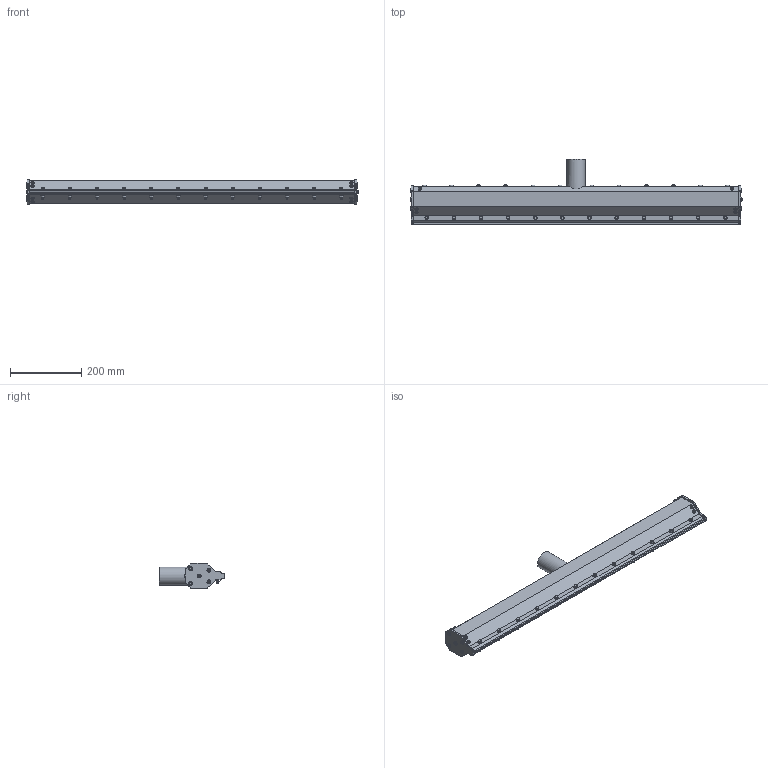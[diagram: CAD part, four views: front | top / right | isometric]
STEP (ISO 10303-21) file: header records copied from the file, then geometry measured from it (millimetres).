
FILE_DESCRIPTION(/* description */ (''),/* implementation_level */ '2;1');
FILE_NAME(/* name */ 'KA22xxx036_A.stp',/* time_stamp */ '2018-12-07T11:46:39-05:00',/* author */ ('James'),/* organization */ (''),/* preprocessor_version */ 'ST-DEVELOPER v16.5',/* originating_system */ 'Autodesk Inventor 2017',/* authorisation */ '');
FILE_SCHEMA (('CONFIG_CONTROL_DESIGN','AUTOMOTIVE_DESIGN { 1 0 10303 214 3 1 1 }'));
Length unit declared in the file: inch
Products named in the file (1): KA22xxx036_A
Bounding box: 932.26 x 183.58 x 71.13 mm (x, y, z)
Volume: 4516935.8 mm3; surface area: 309095.8 mm2
Topology: 1 solids, 1 shells, 779 faces, 1705 edges, 1104 vertices
Faces by surface type: plane 315, cylinder 214, cone 180, sphere 34, bspline 24, torus 12
Full cylindrical faces by diameter (mm): 7.6 x8, 8.5 x12, 9 x8, 9.5 x12, 10 x24, 10.135 x12, 10.5 x14, 11 x26, 50.8 x1
Entity records: 55305 total; most frequent: CARTESIAN_POINT 39775, DIRECTION 3260, ORIENTED_EDGE 2938, EDGE_CURVE 1469, AXIS2_PLACEMENT_3D 1421, EDGE_LOOP 1120, VERTEX_POINT 1033, FACE_OUTER_BOUND 779
